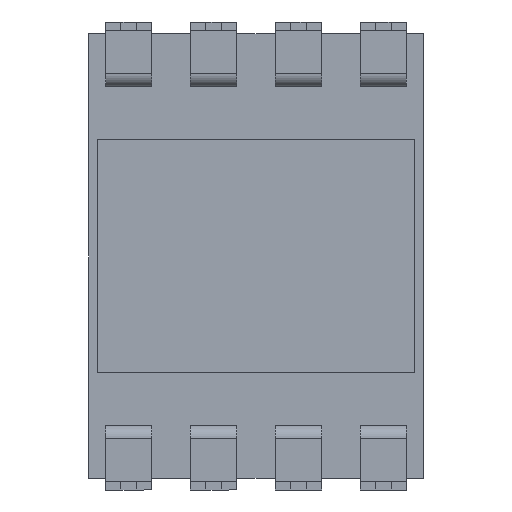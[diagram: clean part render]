
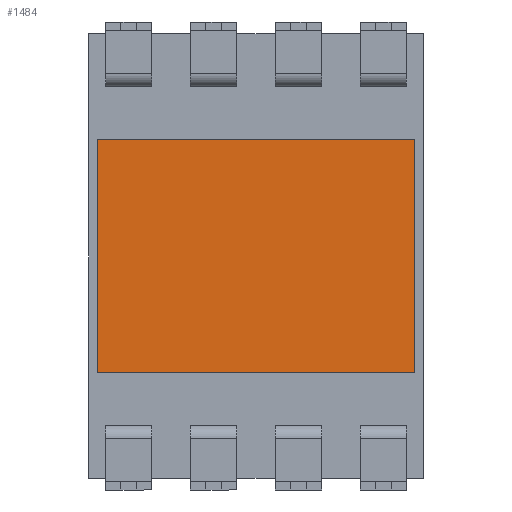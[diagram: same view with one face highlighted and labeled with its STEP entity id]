
A CAD part, front view. The second image highlights one B-rep face of the part: STEP entity #1484.
In plain terms, the highlighted planar face has unit normal (0, -1, 0).
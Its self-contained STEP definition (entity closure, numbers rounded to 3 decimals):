
#28 = VECTOR ( 'NONE', #3497, 1000. ) ;
#175 = CARTESIAN_POINT ( 'NONE',  ( 4.75, -2.9, -3.495 ) ) ;
#209 = CARTESIAN_POINT ( 'NONE',  ( 4.75, -2.9, 3.495 ) ) ;
#722 = EDGE_CURVE ( 'NONE', #4466, #2117, #4602, .T. ) ;
#1143 = ORIENTED_EDGE ( 'NONE', *, *, #4176, .F. ) ;
#1221 = EDGE_CURVE ( 'NONE', #4388, #2282, #3986, .T. ) ;
#1434 = CARTESIAN_POINT ( 'NONE',  ( 4.75, -2.9, 3.495 ) ) ;
#1484 = ADVANCED_FACE ( 'NONE', ( #1784 ), #6203, .F. ) ;
#1693 = AXIS2_PLACEMENT_3D ( 'NONE', #2549, #3565, #5681 ) ;
#1729 = CARTESIAN_POINT ( 'NONE',  ( -4.75, -2.9, 3.495 ) ) ;
#1784 = FACE_OUTER_BOUND ( 'NONE', #3640, .T. ) ;
#1986 = CARTESIAN_POINT ( 'NONE',  ( -4.75, -2.9, 3.495 ) ) ;
#2117 = VERTEX_POINT ( 'NONE', #175 ) ;
#2282 = VERTEX_POINT ( 'NONE', #1986 ) ;
#2549 = CARTESIAN_POINT ( 'NONE',  ( 0., -2.9, 0. ) ) ;
#2703 = DIRECTION ( 'NONE',  ( 0., 0., 1. ) ) ;
#2920 = VECTOR ( 'NONE', #3893, 1000. ) ;
#2993 = DIRECTION ( 'NONE',  ( 1., 0., 0. ) ) ;
#3067 = LINE ( 'NONE', #6663, #28 ) ;
#3497 = DIRECTION ( 'NONE',  ( -1., 0., 0. ) ) ;
#3565 = DIRECTION ( 'NONE',  ( 0., 1., 0. ) ) ;
#3578 = VECTOR ( 'NONE', #2703, 1000. ) ;
#3640 = EDGE_LOOP ( 'NONE', ( #5475, #4766, #4549, #1143 ) ) ;
#3893 = DIRECTION ( 'NONE',  ( 0., 0., -1. ) ) ;
#3986 = LINE ( 'NONE', #1729, #3578 ) ;
#4176 = EDGE_CURVE ( 'NONE', #2282, #4466, #5319, .T. ) ;
#4187 = CARTESIAN_POINT ( 'NONE',  ( -4.75, -2.9, -3.495 ) ) ;
#4388 = VERTEX_POINT ( 'NONE', #4187 ) ;
#4466 = VERTEX_POINT ( 'NONE', #5353 ) ;
#4549 = ORIENTED_EDGE ( 'NONE', *, *, #722, .F. ) ;
#4602 = LINE ( 'NONE', #209, #2920 ) ;
#4725 = EDGE_CURVE ( 'NONE', #2117, #4388, #3067, .T. ) ;
#4766 = ORIENTED_EDGE ( 'NONE', *, *, #4725, .F. ) ;
#4901 = VECTOR ( 'NONE', #2993, 1000. ) ;
#5319 = LINE ( 'NONE', #1434, #4901 ) ;
#5353 = CARTESIAN_POINT ( 'NONE',  ( 4.75, -2.9, 3.495 ) ) ;
#5475 = ORIENTED_EDGE ( 'NONE', *, *, #1221, .F. ) ;
#5681 = DIRECTION ( 'NONE',  ( 0., 0., 1. ) ) ;
#6203 = PLANE ( 'NONE',  #1693 ) ;
#6663 = CARTESIAN_POINT ( 'NONE',  ( 4.75, -2.9, -3.495 ) ) ;
